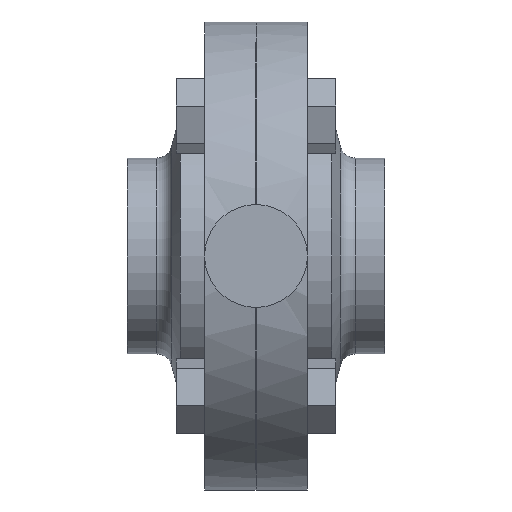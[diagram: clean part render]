
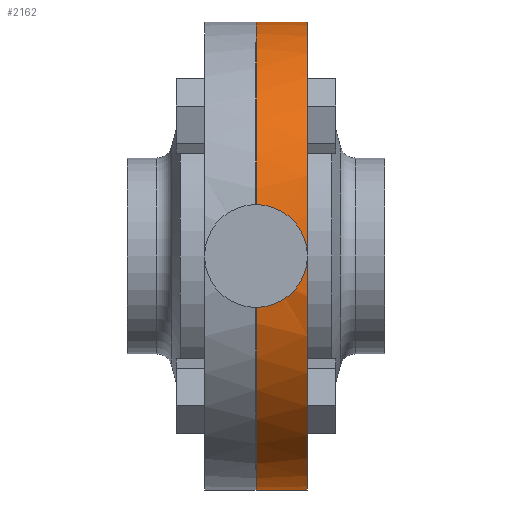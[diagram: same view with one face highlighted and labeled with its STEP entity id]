
A CAD part, front view. The second image highlights one B-rep face of the part: STEP entity #2162.
In plain terms, the highlighted cylindrical face has radius 45.5 mm (diameter 91 mm), a partial arc.
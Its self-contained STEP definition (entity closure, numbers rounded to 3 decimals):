
#48 = LINE ( 'NONE', #2260, #1222 ) ;
#52 = CARTESIAN_POINT ( 'NONE',  ( 0., -45.103, 6. ) ) ;
#64 = CARTESIAN_POINT ( 'NONE',  ( 6., -45.5, 0.396 ) ) ;
#70 = AXIS2_PLACEMENT_3D ( 'NONE', #2122, #185, #1961 ) ;
#81 = CARTESIAN_POINT ( 'NONE',  ( 0., -45.103, 6. ) ) ;
#85 = CARTESIAN_POINT ( 'NONE',  ( 5.551, -45.443, 2.303 ) ) ;
#99 = CARTESIAN_POINT ( 'NONE',  ( 10., 0., 45.5 ) ) ;
#108 = EDGE_CURVE ( 'NONE', #1681, #1757, #273, .T. ) ;
#132 = VERTEX_POINT ( 'NONE', #2252 ) ;
#137 = CARTESIAN_POINT ( 'NONE',  ( 0.794, -45.108, -5.96 ) ) ;
#171 = CARTESIAN_POINT ( 'NONE',  ( 10., 0., 0. ) ) ;
#185 = DIRECTION ( 'NONE',  ( -1., 0., 0. ) ) ;
#188 = VERTEX_POINT ( 'NONE', #495 ) ;
#252 = CARTESIAN_POINT ( 'NONE',  ( 3.006, -45.202, 5.207 ) ) ;
#259 = DIRECTION ( 'NONE',  ( 0., 0., 1. ) ) ;
#272 = FACE_OUTER_BOUND ( 'NONE', #1800, .T. ) ;
#273 = LINE ( 'NONE', #1810, #512 ) ;
#283 = CARTESIAN_POINT ( 'NONE',  ( 3.663, -45.25, -4.768 ) ) ;
#329 = DIRECTION ( 'NONE',  ( 0., 0., 1. ) ) ;
#378 = B_SPLINE_CURVE_WITH_KNOTS ( 'NONE', 3,
 ( #81, #1509, #414, #440, #2229, #420, #2061, #1866, #252, #793, #2070, #1669, #621, #962, #1132, #1160, #85, #774, #1881, #814, #1329, #64, #1303, #1496, #404, #589, #595, #2046, #1680, #1557, #1348, #477, #641, #283, #1174, #1901, #833, #2285, #2277, #1341, #137, #1406, #853 ),
 .UNSPECIFIED., .F., .F.,
 ( 4, 2, 2, 2, 2, 2, 2, 2, 1, 2, 2, 2, 2, 2, 2, 2, 2, 2, 2, 2, 2, 4 ),
 ( 0., 0.001, 0.002, 0.002, 0.004, 0.005, 0.006, 0.006, 0.007, 0.008, 0.008, 0.009, 0.011, 0.012, 0.012, 0.013, 0.014, 0.015, 0.016, 0.016, 0.018, 0.019 ),
 .UNSPECIFIED. ) ;
#404 = CARTESIAN_POINT ( 'NONE',  ( 5.808, -45.475, -1.555 ) ) ;
#414 = CARTESIAN_POINT ( 'NONE',  ( 0.787, -45.108, 5.961 ) ) ;
#417 = DIRECTION ( 'NONE',  ( -1., 0., 0. ) ) ;
#420 = CARTESIAN_POINT ( 'NONE',  ( 1.93, -45.144, 5.685 ) ) ;
#426 = DIRECTION ( 'NONE',  ( 0., 0., 1. ) ) ;
#440 = CARTESIAN_POINT ( 'NONE',  ( 1.362, -45.123, 5.847 ) ) ;
#474 = CIRCLE ( 'NONE', #2055, 45.5 ) ;
#477 = CARTESIAN_POINT ( 'NONE',  ( 4.525, -45.328, -3.96 ) ) ;
#495 = CARTESIAN_POINT ( 'NONE',  ( 0., 0., -45.5 ) ) ;
#512 = VECTOR ( 'NONE', #1777, 1000. ) ;
#589 = CARTESIAN_POINT ( 'NONE',  ( 5.695, -45.461, -1.929 ) ) ;
#595 = CARTESIAN_POINT ( 'NONE',  ( 5.47, -45.433, -2.474 ) ) ;
#603 = VERTEX_POINT ( 'NONE', #52 ) ;
#621 = CARTESIAN_POINT ( 'NONE',  ( 4.767, -45.353, 3.664 ) ) ;
#641 = CARTESIAN_POINT ( 'NONE',  ( 3.966, -45.276, -4.52 ) ) ;
#671 = ORIENTED_EDGE ( 'NONE', *, *, #1294, .T. ) ;
#774 = CARTESIAN_POINT ( 'NONE',  ( 5.683, -45.459, 1.935 ) ) ;
#793 = CARTESIAN_POINT ( 'NONE',  ( 3.658, -45.25, 4.772 ) ) ;
#814 = CARTESIAN_POINT ( 'NONE',  ( 5.846, -45.48, 1.367 ) ) ;
#833 = CARTESIAN_POINT ( 'NONE',  ( 2.662, -45.181, -5.381 ) ) ;
#853 = CARTESIAN_POINT ( 'NONE',  ( 0., -45.103, -6. ) ) ;
#860 = AXIS2_PLACEMENT_3D ( 'NONE', #1531, #1858, #426 ) ;
#962 = CARTESIAN_POINT ( 'NONE',  ( 5.096, -45.39, 3.173 ) ) ;
#992 = ORIENTED_EDGE ( 'NONE', *, *, #1729, .T. ) ;
#1032 = ORIENTED_EDGE ( 'NONE', *, *, #2155, .F. ) ;
#1132 = CARTESIAN_POINT ( 'NONE',  ( 5.198, -45.401, 3.003 ) ) ;
#1151 = ORIENTED_EDGE ( 'NONE', *, *, #1699, .F. ) ;
#1160 = CARTESIAN_POINT ( 'NONE',  ( 5.383, -45.423, 2.657 ) ) ;
#1174 = CARTESIAN_POINT ( 'NONE',  ( 3.176, -45.214, -5.094 ) ) ;
#1179 = ORIENTED_EDGE ( 'NONE', *, *, #108, .T. ) ;
#1222 = VECTOR ( 'NONE', #1854, 1000. ) ;
#1258 = CIRCLE ( 'NONE', #860, 45.5 ) ;
#1259 = AXIS2_PLACEMENT_3D ( 'NONE', #2045, #417, #259 ) ;
#1294 = EDGE_CURVE ( 'NONE', #2308, #1681, #474, .T. ) ;
#1303 = CARTESIAN_POINT ( 'NONE',  ( 6., -45.5, -0.387 ) ) ;
#1329 = CARTESIAN_POINT ( 'NONE',  ( 5.961, -45.495, 0.786 ) ) ;
#1341 = CARTESIAN_POINT ( 'NONE',  ( 1.563, -45.128, -5.806 ) ) ;
#1348 = CARTESIAN_POINT ( 'NONE',  ( 4.773, -45.354, -3.657 ) ) ;
#1406 = CARTESIAN_POINT ( 'NONE',  ( 0.397, -45.103, -6. ) ) ;
#1410 = DIRECTION ( 'NONE',  ( -1., 0., 0. ) ) ;
#1458 = ORIENTED_EDGE ( 'NONE', *, *, #1739, .F. ) ;
#1496 = CARTESIAN_POINT ( 'NONE',  ( 5.961, -45.495, -0.785 ) ) ;
#1509 = CARTESIAN_POINT ( 'NONE',  ( 0.397, -45.103, 6. ) ) ;
#1531 = CARTESIAN_POINT ( 'NONE',  ( 0., 0., 0. ) ) ;
#1557 = CARTESIAN_POINT ( 'NONE',  ( 5.098, -45.39, -3.169 ) ) ;
#1669 = CARTESIAN_POINT ( 'NONE',  ( 4.519, -45.328, 3.966 ) ) ;
#1680 = CARTESIAN_POINT ( 'NONE',  ( 5.199, -45.401, -3.001 ) ) ;
#1681 = VERTEX_POINT ( 'NONE', #99 ) ;
#1699 = EDGE_CURVE ( 'NONE', #603, #1757, #1258, .T. ) ;
#1729 = EDGE_CURVE ( 'NONE', #603, #132, #378, .T. ) ;
#1739 = EDGE_CURVE ( 'NONE', #188, #132, #2241, .T. ) ;
#1757 = VERTEX_POINT ( 'NONE', #2324 ) ;
#1777 = DIRECTION ( 'NONE',  ( -1., 0., 0. ) ) ;
#1800 = EDGE_LOOP ( 'NONE', ( #1032, #671, #1179, #1151, #992, #1458 ) ) ;
#1810 = CARTESIAN_POINT ( 'NONE',  ( 0., 0., 45.5 ) ) ;
#1854 = DIRECTION ( 'NONE',  ( -1., 0., 0. ) ) ;
#1858 = DIRECTION ( 'NONE',  ( -1., 0., 0. ) ) ;
#1866 = CARTESIAN_POINT ( 'NONE',  ( 2.662, -45.18, 5.392 ) ) ;
#1881 = CARTESIAN_POINT ( 'NONE',  ( 5.797, -45.474, 1.559 ) ) ;
#1901 = CARTESIAN_POINT ( 'NONE',  ( 3.009, -45.203, -5.195 ) ) ;
#1930 = CYLINDRICAL_SURFACE ( 'NONE', #1259, 45.5 ) ;
#1961 = DIRECTION ( 'NONE',  ( 0., 0., 1. ) ) ;
#2045 = CARTESIAN_POINT ( 'NONE',  ( 0., 0., 0. ) ) ;
#2046 = CARTESIAN_POINT ( 'NONE',  ( 5.385, -45.423, -2.654 ) ) ;
#2055 = AXIS2_PLACEMENT_3D ( 'NONE', #171, #1410, #329 ) ;
#2061 = CARTESIAN_POINT ( 'NONE',  ( 2.117, -45.152, 5.618 ) ) ;
#2070 = CARTESIAN_POINT ( 'NONE',  ( 3.966, -45.276, 4.519 ) ) ;
#2091 = CARTESIAN_POINT ( 'NONE',  ( 10., 0., -45.5 ) ) ;
#2122 = CARTESIAN_POINT ( 'NONE',  ( 0., 0., 0. ) ) ;
#2155 = EDGE_CURVE ( 'NONE', #2308, #188, #48, .T. ) ;
#2162 = ADVANCED_FACE ( 'NONE', ( #272 ), #1930, .T. ) ;
#2229 = CARTESIAN_POINT ( 'NONE',  ( 1.553, -45.129, 5.799 ) ) ;
#2241 = CIRCLE ( 'NONE', #70, 45.5 ) ;
#2252 = CARTESIAN_POINT ( 'NONE',  ( 0., -45.103, -6. ) ) ;
#2260 = CARTESIAN_POINT ( 'NONE',  ( 0., 0., -45.5 ) ) ;
#2277 = CARTESIAN_POINT ( 'NONE',  ( 1.937, -45.143, -5.692 ) ) ;
#2285 = CARTESIAN_POINT ( 'NONE',  ( 2.482, -45.171, -5.466 ) ) ;
#2308 = VERTEX_POINT ( 'NONE', #2091 ) ;
#2324 = CARTESIAN_POINT ( 'NONE',  ( 0., 0., 45.5 ) ) ;
